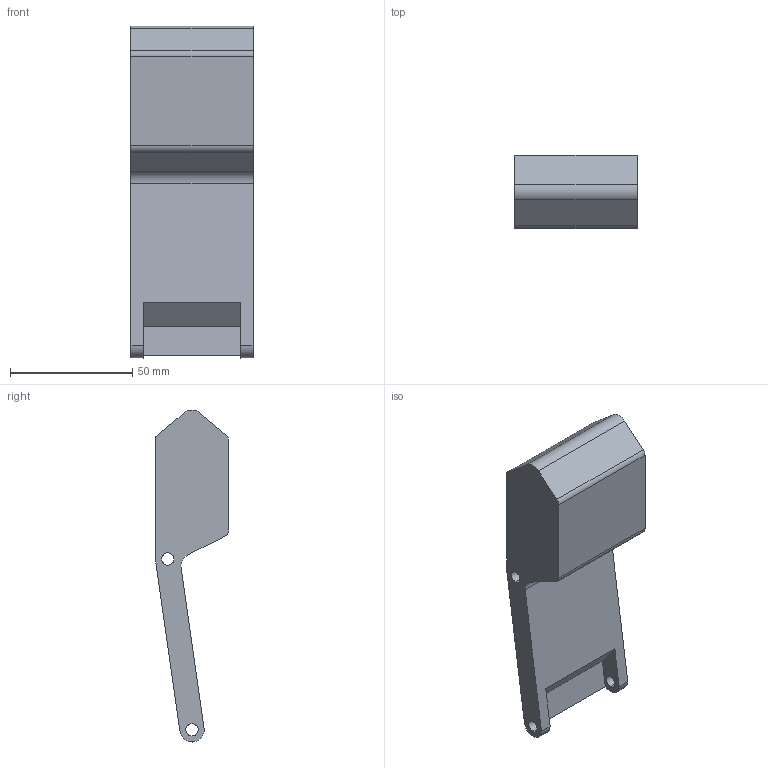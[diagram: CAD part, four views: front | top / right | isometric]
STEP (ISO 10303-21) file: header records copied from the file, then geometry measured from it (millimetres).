
FILE_DESCRIPTION((''),'2;1');
FILE_NAME('TARSAL_LINK','2018-02-27T22:29:01',('psvss'),(''),'CREO PARAMETRIC BY PTC INC, 2016390','CREO PARAMETRIC BY PTC INC, 2016390','');
FILE_SCHEMA(('CONFIG_CONTROL_DESIGN'));
Length unit declared in the file: millimetre
Products named in the file (1): TARSAL_LINK
Bounding box: 50 x 30 x 136.06 mm (x, y, z)
Volume: 109265.1 mm3; surface area: 20860.3 mm2
Topology: 1 solids, 1 shells, 24 faces, 66 edges, 44 vertices
Faces by surface type: plane 13, cylinder 11
Entity records: 824 total; most frequent: DIRECTION 138, CARTESIAN_POINT 134, ORIENTED_EDGE 132, EDGE_CURVE 66, AXIS2_PLACEMENT_3D 48, VERTEX_POINT 44, VECTOR 42, LINE 42
